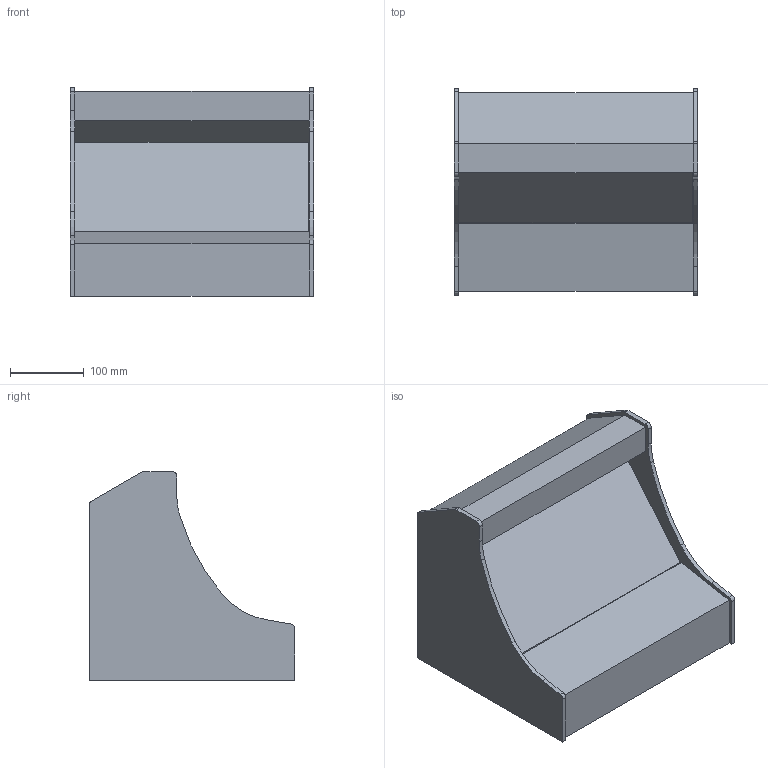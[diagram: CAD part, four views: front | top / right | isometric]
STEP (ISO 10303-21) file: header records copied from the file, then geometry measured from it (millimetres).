
FILE_DESCRIPTION(/* description */ (''),/* implementation_level */ '2;1');
FILE_NAME(/* name */ 'Tetris v2.step',/* time_stamp */ '2025-07-14T10:33:16-04:00',/* author */ (''),/* organization */ (''),/* preprocessor_version */ 'ST-DEVELOPER v20.1',/* originating_system */ 'Autodesk Translation Framework v14.10.0.0',/* authorisation */ '');
FILE_SCHEMA (('AUTOMOTIVE_DESIGN { 1 0 10303 214 3 1 1 }'));
Length unit declared in the file: millimetre
Products named in the file (1): Tetris
Bounding box: 331 x 280 x 284.33 mm (x, y, z)
Volume: 2211758.5 mm3; surface area: 753837.9 mm2
Topology: 2 solids, 2 shells, 72 faces, 186 edges, 124 vertices
Faces by surface type: plane 52, cylinder 20
Full cylindrical faces by diameter (mm): 3.4 x6
Entity records: 2233 total; most frequent: CARTESIAN_POINT 383, ORIENTED_EDGE 372, DIRECTION 372, EDGE_CURVE 186, LINE 146, VECTOR 146, VERTEX_POINT 124, AXIS2_PLACEMENT_3D 113
